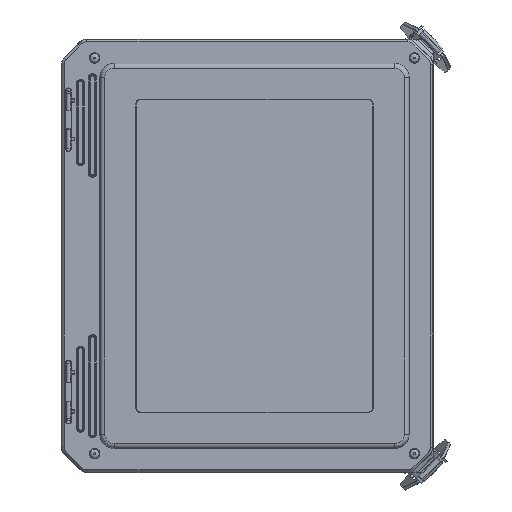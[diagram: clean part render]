
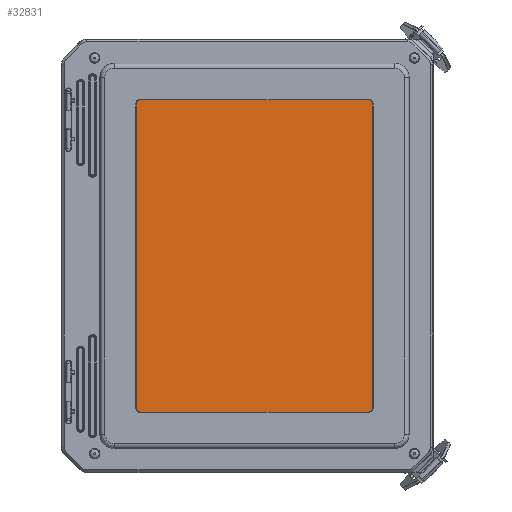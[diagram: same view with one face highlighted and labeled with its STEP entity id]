
A CAD part, top view. The second image highlights one B-rep face of the part: STEP entity #32831.
In plain terms, the highlighted face is planar.
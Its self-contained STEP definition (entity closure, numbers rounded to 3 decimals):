
#4602=LINE('',#77407,#6900);
#4606=LINE('',#77416,#6904);
#4609=LINE('',#77424,#6907);
#4612=LINE('',#77432,#6910);
#6900=VECTOR('',#46062,6.);
#6904=VECTOR('',#46072,8.);
#6907=VECTOR('',#46081,6.);
#6910=VECTOR('',#46090,8.);
#7716=PLANE('',#36705);
#9785=FACE_OUTER_BOUND('',#11929,.T.);
#11929=EDGE_LOOP('',(#29939,#29940,#29941,#29942,#29943,#29944,#29945,#29946));
#13336=CIRCLE('',#36695,0.115);
#13337=CIRCLE('',#36698,0.115);
#13338=CIRCLE('',#36701,0.115);
#13339=CIRCLE('',#36704,0.115);
#16139=VERTEX_POINT('',#77404);
#16140=VERTEX_POINT('',#77406);
#16141=VERTEX_POINT('',#77410);
#16142=VERTEX_POINT('',#77414);
#16143=VERTEX_POINT('',#77418);
#16144=VERTEX_POINT('',#77422);
#16145=VERTEX_POINT('',#77426);
#16146=VERTEX_POINT('',#77430);
#20772=EDGE_CURVE('',#16139,#16140,#4602,.T.);
#20775=EDGE_CURVE('',#16141,#16139,#13336,.T.);
#20777=EDGE_CURVE('',#16142,#16141,#4606,.T.);
#20779=EDGE_CURVE('',#16143,#16142,#13337,.T.);
#20781=EDGE_CURVE('',#16144,#16143,#4609,.T.);
#20783=EDGE_CURVE('',#16145,#16144,#13338,.T.);
#20785=EDGE_CURVE('',#16146,#16145,#4612,.T.);
#20786=EDGE_CURVE('',#16140,#16146,#13339,.T.);
#29939=ORIENTED_EDGE('',*,*,#20786,.F.);
#29940=ORIENTED_EDGE('',*,*,#20772,.F.);
#29941=ORIENTED_EDGE('',*,*,#20775,.F.);
#29942=ORIENTED_EDGE('',*,*,#20777,.F.);
#29943=ORIENTED_EDGE('',*,*,#20779,.F.);
#29944=ORIENTED_EDGE('',*,*,#20781,.F.);
#29945=ORIENTED_EDGE('',*,*,#20783,.F.);
#29946=ORIENTED_EDGE('',*,*,#20785,.F.);
#32831=ADVANCED_FACE('',(#9785),#7716,.F.);
#36695=AXIS2_PLACEMENT_3D('',#77412,#46067,#46068);
#36698=AXIS2_PLACEMENT_3D('',#77420,#46076,#46077);
#36701=AXIS2_PLACEMENT_3D('',#77428,#46085,#46086);
#36704=AXIS2_PLACEMENT_3D('',#77434,#46093,#46094);
#36705=AXIS2_PLACEMENT_3D('',#77435,#46095,#46096);
#46062=DIRECTION('',(-1.,0.,0.));
#46067=DIRECTION('center_axis',(0.,0.,1.));
#46068=DIRECTION('ref_axis',(1.,0.,0.));
#46072=DIRECTION('',(0.,1.,0.));
#46076=DIRECTION('center_axis',(0.,0.,1.));
#46077=DIRECTION('ref_axis',(0.,-1.,0.));
#46081=DIRECTION('',(1.,0.,0.));
#46085=DIRECTION('center_axis',(0.,0.,1.));
#46086=DIRECTION('ref_axis',(-1.,0.,0.));
#46090=DIRECTION('',(0.,-1.,0.));
#46093=DIRECTION('center_axis',(0.,0.,1.));
#46094=DIRECTION('ref_axis',(0.,1.,0.));
#46095=DIRECTION('center_axis',(0.,0.,1.));
#46096=DIRECTION('ref_axis',(1.,0.,0.));
#77404=CARTESIAN_POINT('',(3.,4.115,0.));
#77406=CARTESIAN_POINT('',(-3.,4.115,0.));
#77407=CARTESIAN_POINT('',(3.,4.115,0.));
#77410=CARTESIAN_POINT('',(3.115,4.,0.));
#77412=CARTESIAN_POINT('Origin',(3.,4.,0.));
#77414=CARTESIAN_POINT('',(3.115,-4.,0.));
#77416=CARTESIAN_POINT('',(3.115,-4.,0.));
#77418=CARTESIAN_POINT('',(3.,-4.115,0.));
#77420=CARTESIAN_POINT('Origin',(3.,-4.,0.));
#77422=CARTESIAN_POINT('',(-3.,-4.115,0.));
#77424=CARTESIAN_POINT('',(-3.,-4.115,0.));
#77426=CARTESIAN_POINT('',(-3.115,-4.,0.));
#77428=CARTESIAN_POINT('Origin',(-3.,-4.,0.));
#77430=CARTESIAN_POINT('',(-3.115,4.,0.));
#77432=CARTESIAN_POINT('',(-3.115,4.,0.));
#77434=CARTESIAN_POINT('Origin',(-3.,4.,0.));
#77435=CARTESIAN_POINT('Origin',(0.,0.,0.));
